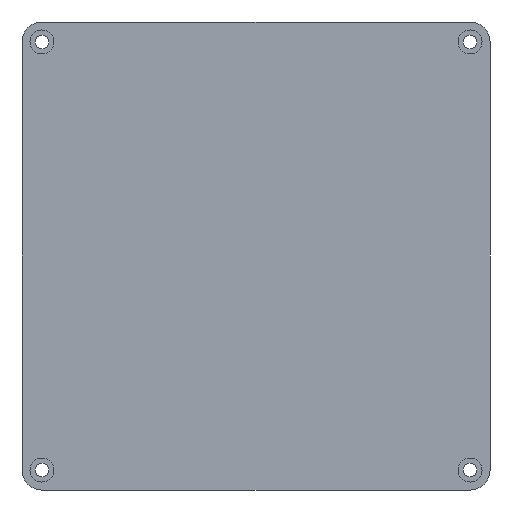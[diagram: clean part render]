
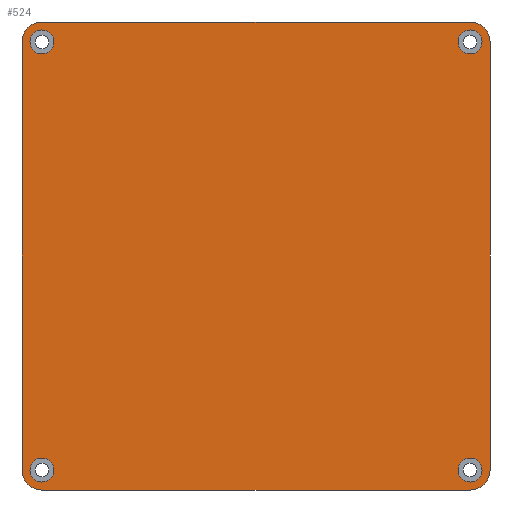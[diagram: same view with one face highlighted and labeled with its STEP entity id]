
A CAD part, front view. The second image highlights one B-rep face of the part: STEP entity #524.
In plain terms, the highlighted planar face has unit normal (0, -1, 0).
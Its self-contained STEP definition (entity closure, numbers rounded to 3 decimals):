
#35=FACE_BOUND('',#109,.T.);
#36=FACE_BOUND('',#110,.T.);
#37=FACE_BOUND('',#111,.T.);
#38=FACE_BOUND('',#112,.T.);
#51=CIRCLE('',#576,5.);
#52=CIRCLE('',#579,5.);
#53=CIRCLE('',#580,5.);
#54=CIRCLE('',#581,5.);
#55=CIRCLE('',#582,3.);
#56=CIRCLE('',#583,3.);
#57=CIRCLE('',#584,3.);
#58=CIRCLE('',#585,3.);
#74=FACE_OUTER_BOUND('',#108,.T.);
#108=EDGE_LOOP('',(#403,#404,#405,#406,#407,#408,#409,#410));
#109=EDGE_LOOP('',(#411));
#110=EDGE_LOOP('',(#412));
#111=EDGE_LOOP('',(#413));
#112=EDGE_LOOP('',(#414));
#164=LINE('',#851,#212);
#166=LINE('',#855,#214);
#167=LINE('',#859,#215);
#168=LINE('',#863,#216);
#212=VECTOR('',#678,10.);
#214=VECTOR('',#682,10.);
#215=VECTOR('',#685,10.);
#216=VECTOR('',#688,10.);
#261=VERTEX_POINT('',#844);
#262=VERTEX_POINT('',#846);
#263=VERTEX_POINT('',#850);
#264=VERTEX_POINT('',#854);
#265=VERTEX_POINT('',#856);
#266=VERTEX_POINT('',#858);
#267=VERTEX_POINT('',#860);
#268=VERTEX_POINT('',#862);
#269=VERTEX_POINT('',#865);
#270=VERTEX_POINT('',#867);
#271=VERTEX_POINT('',#869);
#272=VERTEX_POINT('',#871);
#315=EDGE_CURVE('',#261,#262,#51,.T.);
#317=EDGE_CURVE('',#263,#262,#164,.T.);
#319=EDGE_CURVE('',#261,#264,#166,.T.);
#320=EDGE_CURVE('',#265,#264,#52,.T.);
#321=EDGE_CURVE('',#265,#266,#167,.T.);
#322=EDGE_CURVE('',#267,#266,#53,.T.);
#323=EDGE_CURVE('',#267,#268,#168,.T.);
#324=EDGE_CURVE('',#263,#268,#54,.T.);
#325=EDGE_CURVE('',#269,#269,#55,.T.);
#326=EDGE_CURVE('',#270,#270,#56,.T.);
#327=EDGE_CURVE('',#271,#271,#57,.T.);
#328=EDGE_CURVE('',#272,#272,#58,.T.);
#403=ORIENTED_EDGE('',*,*,#315,.F.);
#404=ORIENTED_EDGE('',*,*,#319,.T.);
#405=ORIENTED_EDGE('',*,*,#320,.F.);
#406=ORIENTED_EDGE('',*,*,#321,.T.);
#407=ORIENTED_EDGE('',*,*,#322,.F.);
#408=ORIENTED_EDGE('',*,*,#323,.T.);
#409=ORIENTED_EDGE('',*,*,#324,.F.);
#410=ORIENTED_EDGE('',*,*,#317,.T.);
#411=ORIENTED_EDGE('',*,*,#325,.F.);
#412=ORIENTED_EDGE('',*,*,#326,.F.);
#413=ORIENTED_EDGE('',*,*,#327,.F.);
#414=ORIENTED_EDGE('',*,*,#328,.F.);
#505=PLANE('',#578);
#524=ADVANCED_FACE('',(#74,#35,#36,#37,#38),#505,.F.);
#576=AXIS2_PLACEMENT_3D('',#847,#673,#674);
#578=AXIS2_PLACEMENT_3D('',#853,#680,#681);
#579=AXIS2_PLACEMENT_3D('',#857,#683,#684);
#580=AXIS2_PLACEMENT_3D('',#861,#686,#687);
#581=AXIS2_PLACEMENT_3D('',#864,#689,#690);
#582=AXIS2_PLACEMENT_3D('',#866,#691,#692);
#583=AXIS2_PLACEMENT_3D('',#868,#693,#694);
#584=AXIS2_PLACEMENT_3D('',#870,#695,#696);
#585=AXIS2_PLACEMENT_3D('',#872,#697,#698);
#673=DIRECTION('center_axis',(0.,1.,0.));
#674=DIRECTION('ref_axis',(0.707,0.,0.707));
#678=DIRECTION('',(0.,0.,1.));
#680=DIRECTION('center_axis',(0.,1.,0.));
#681=DIRECTION('ref_axis',(1.,0.,0.));
#682=DIRECTION('',(-1.,0.,0.));
#683=DIRECTION('center_axis',(0.,1.,0.));
#684=DIRECTION('ref_axis',(-0.707,0.,0.707));
#685=DIRECTION('',(0.,0.,-1.));
#686=DIRECTION('center_axis',(0.,1.,0.));
#687=DIRECTION('ref_axis',(-0.707,0.,-0.707));
#688=DIRECTION('',(1.,0.,0.));
#689=DIRECTION('center_axis',(0.,1.,0.));
#690=DIRECTION('ref_axis',(0.707,0.,-0.707));
#691=DIRECTION('center_axis',(0.,-1.,0.));
#692=DIRECTION('ref_axis',(1.,0.,0.));
#693=DIRECTION('center_axis',(0.,-1.,0.));
#694=DIRECTION('ref_axis',(1.,0.,0.));
#695=DIRECTION('center_axis',(0.,-1.,0.));
#696=DIRECTION('ref_axis',(1.,0.,0.));
#697=DIRECTION('center_axis',(0.,-1.,0.));
#698=DIRECTION('ref_axis',(1.,0.,0.));
#844=CARTESIAN_POINT('',(63.014,0.,54.372));
#846=CARTESIAN_POINT('',(68.014,0.,49.372));
#847=CARTESIAN_POINT('Origin',(63.014,0.,49.372));
#850=CARTESIAN_POINT('',(68.014,0.,-58.128));
#851=CARTESIAN_POINT('',(68.014,0.,-63.128));
#853=CARTESIAN_POINT('Origin',(9.264,0.,-4.378));
#854=CARTESIAN_POINT('',(-44.486,0.,54.372));
#855=CARTESIAN_POINT('',(68.014,0.,54.372));
#856=CARTESIAN_POINT('',(-49.486,0.,49.372));
#857=CARTESIAN_POINT('Origin',(-44.486,0.,49.372));
#858=CARTESIAN_POINT('',(-49.486,0.,-58.128));
#859=CARTESIAN_POINT('',(-49.486,0.,54.372));
#860=CARTESIAN_POINT('',(-44.486,0.,-63.128));
#861=CARTESIAN_POINT('Origin',(-44.486,0.,-58.128));
#862=CARTESIAN_POINT('',(63.014,0.,-63.128));
#863=CARTESIAN_POINT('',(-49.486,0.,-63.128));
#864=CARTESIAN_POINT('Origin',(63.014,0.,-58.128));
#865=CARTESIAN_POINT('',(60.014,0.,49.372));
#866=CARTESIAN_POINT('Origin',(63.014,0.,49.372));
#867=CARTESIAN_POINT('',(-47.486,0.,49.372));
#868=CARTESIAN_POINT('Origin',(-44.486,0.,49.372));
#869=CARTESIAN_POINT('',(60.014,0.,-58.128));
#870=CARTESIAN_POINT('Origin',(63.014,0.,-58.128));
#871=CARTESIAN_POINT('',(-47.486,0.,-58.128));
#872=CARTESIAN_POINT('Origin',(-44.486,0.,-58.128));
